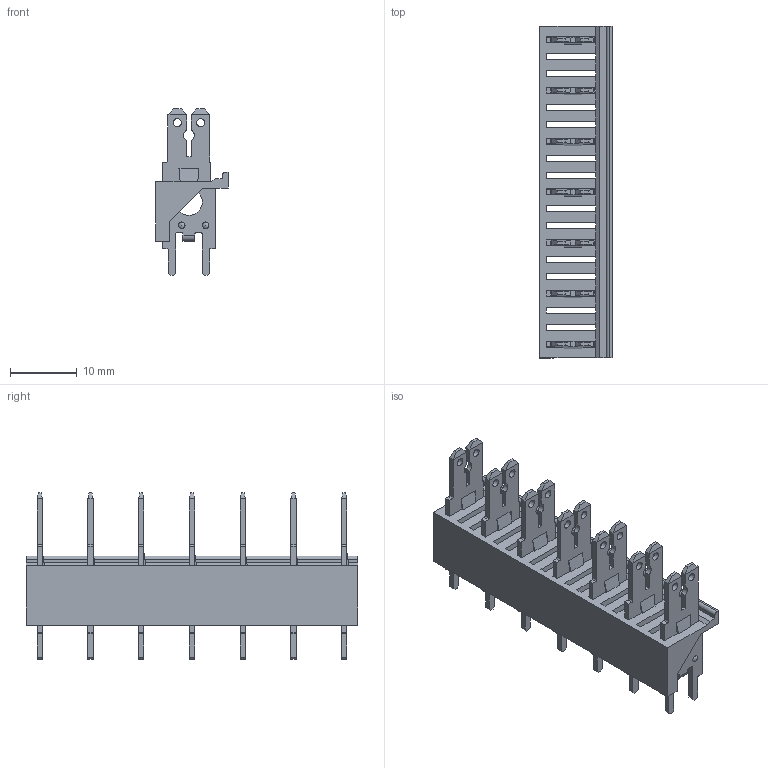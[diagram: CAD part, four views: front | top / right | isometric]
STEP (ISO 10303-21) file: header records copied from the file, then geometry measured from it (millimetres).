
FILE_DESCRIPTION(/* description */ ('Unknown'),/* implementation_level */ '2;1');
FILE_NAME(/* name */ '638307222007',/* time_stamp */ '2020-10-27T13:02:51+01:00',/* author */ ('Unknown'),/* organization */ ('Unknown'),/* preprocessor_version */ 'ST-DEVELOPER v16.7',/* originating_system */ 'DEX',/* authorisation */ $);
FILE_SCHEMA (('AUTOMOTIVE_DESIGN {1 0 10303 214 3 1 1}'));
Length unit declared in the file: millimetre
Products named in the file (3): 6383072220xx; 63800002019; 63800513722
Assembly tree (8 placements, depth 2):
  6383072220xx
    63800002019
    63800513722  x7
Bounding box: 10.9 x 49.84 x 25 mm (x, y, z)
Volume: 2309.1 mm3; surface area: 5420 mm2
Topology: 8 solids, 8 shells, 670 faces, 1947 edges, 1255 vertices
Faces by surface type: plane 501, cylinder 127, cone 28, torus 14
Full cylindrical faces by diameter (mm): 1.2 x14, 4 x7
Entity records: 8363 total; most frequent: ORIENTED_EDGE 1506, CARTESIAN_POINT 1490, DIRECTION 1289, EDGE_CURVE 753, LINE 711, VECTOR 711, VERTEX_POINT 490, AXIS2_PLACEMENT_3D 289
